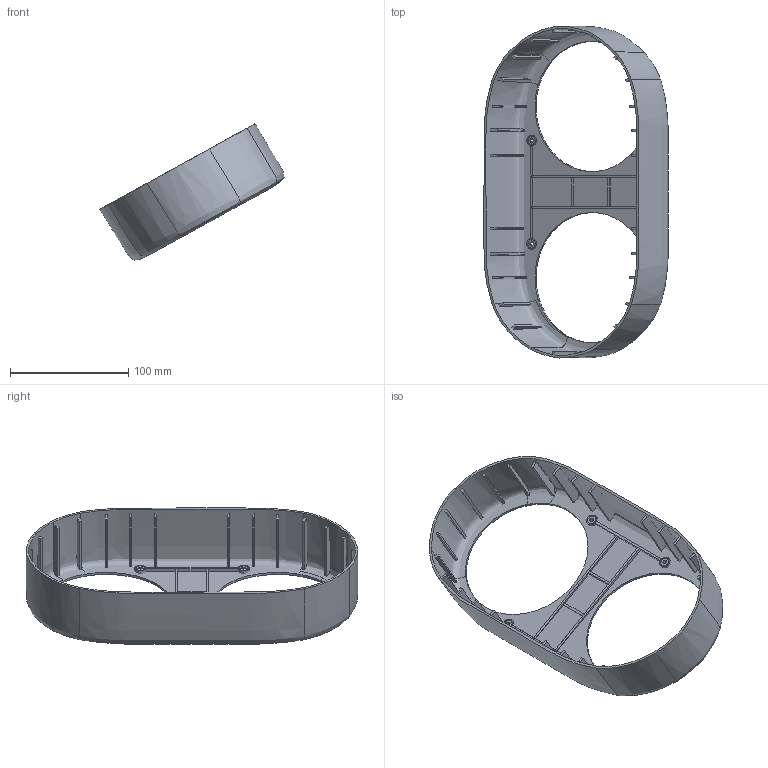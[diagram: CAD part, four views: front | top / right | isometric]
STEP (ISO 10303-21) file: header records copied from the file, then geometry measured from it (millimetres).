
FILE_DESCRIPTION(/* description */ (''),/* implementation_level */ '2;1');
FILE_NAME(/* name */ 'Waist_Lower_Part.stp',/* time_stamp */ '2025-05-18T13:53:21+08:00',/* author */ (''),/* organization */ (''),/* preprocessor_version */ 'ST-DEVELOPER v19.2',/* originating_system */ 'Rhino 8.17',/* authorisation */ '');
FILE_SCHEMA (('CONFIG_CONTROL_DESIGN'));
Length unit declared in the file: centimetre
Products named in the file (1): Document
Bounding box: 156.03 x 281.21 x 115.31 mm (x, y, z)
Volume: 116053.4 mm3; surface area: 132221.8 mm2
Topology: 44 solids, 44 shells, 303 faces, 643 edges, 412 vertices
Faces by surface type: plane 154, bspline 102, cylinder 47
Entity records: 38722 total; most frequent: CARTESIAN_POINT 33898, ORIENTED_EDGE 1286, EDGE_CURVE 643, B_SPLINE_CURVE_WITH_KNOTS 510, VERTEX_POINT 412, EDGE_LOOP 319, ADVANCED_FACE 303, FACE_OUTER_BOUND 303
